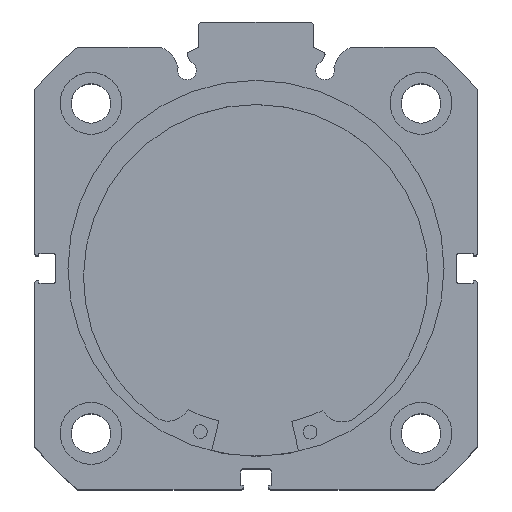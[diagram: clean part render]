
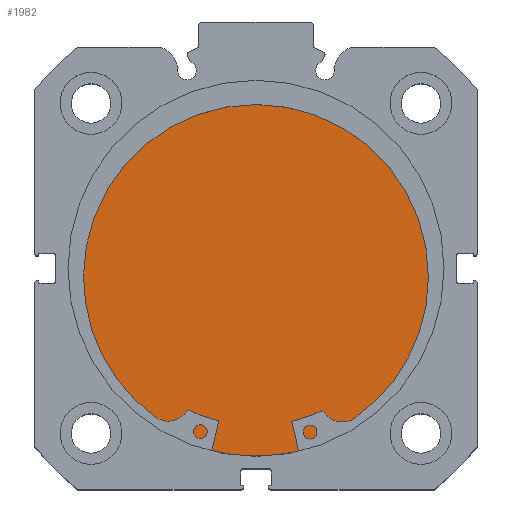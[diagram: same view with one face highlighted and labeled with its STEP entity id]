
A CAD part, top view. The second image highlights one B-rep face of the part: STEP entity #1982.
In plain terms, the highlighted face is planar.
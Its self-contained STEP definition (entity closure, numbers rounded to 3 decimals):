
#400 = FACE_OUTER_BOUND ( 'NONE', #1716, .T. ) ;
#519 = CIRCLE ( 'NONE', #1404, 41. ) ;
#1404 = AXIS2_PLACEMENT_3D ( 'NONE', #5009, #5011, #5019 ) ;
#1617 = AXIS2_PLACEMENT_3D ( 'NONE', #4093, #4102, #4103 ) ;
#1716 = EDGE_LOOP ( 'NONE', ( #4682, #4658 ) ) ;
#1982 = ADVANCED_FACE ( 'NONE', ( #400 ), #6467, .F. ) ;
#2056 = EDGE_CURVE ( 'NONE', #6439, #6488, #519, .T. ) ;
#2611 = EDGE_CURVE ( 'NONE', #6488, #6439, #3448, .T. ) ;
#3448 = CIRCLE ( 'NONE', #1617, 41. ) ;
#4093 = CARTESIAN_POINT ( 'NONE',  ( 12., 0., 0. ) ) ;
#4102 = DIRECTION ( 'NONE',  ( -1., 0., 0. ) ) ;
#4103 = DIRECTION ( 'NONE',  ( 0., 0., 1. ) ) ;
#4480 = CARTESIAN_POINT ( 'NONE',  ( 12., 0., 41. ) ) ;
#4524 = CARTESIAN_POINT ( 'NONE',  ( 12., 0., -41. ) ) ;
#4658 = ORIENTED_EDGE ( 'NONE', *, *, #2611, .F. ) ;
#4682 = ORIENTED_EDGE ( 'NONE', *, *, #2056, .F. ) ;
#5009 = CARTESIAN_POINT ( 'NONE',  ( 12., 0., 0. ) ) ;
#5011 = DIRECTION ( 'NONE',  ( -1., 0., 0. ) ) ;
#5019 = DIRECTION ( 'NONE',  ( 0., 0., 1. ) ) ;
#5979 = CARTESIAN_POINT ( 'NONE',  ( 12., 41., 0. ) ) ;
#6359 = DIRECTION ( 'NONE',  ( -1., 0., 0. ) ) ;
#6376 = DIRECTION ( 'NONE',  ( 0., 0., 1. ) ) ;
#6439 = VERTEX_POINT ( 'NONE', #4480 ) ;
#6467 = PLANE ( 'NONE',  #6921 ) ;
#6488 = VERTEX_POINT ( 'NONE', #4524 ) ;
#6921 = AXIS2_PLACEMENT_3D ( 'NONE', #5979, #6359, #6376 ) ;
